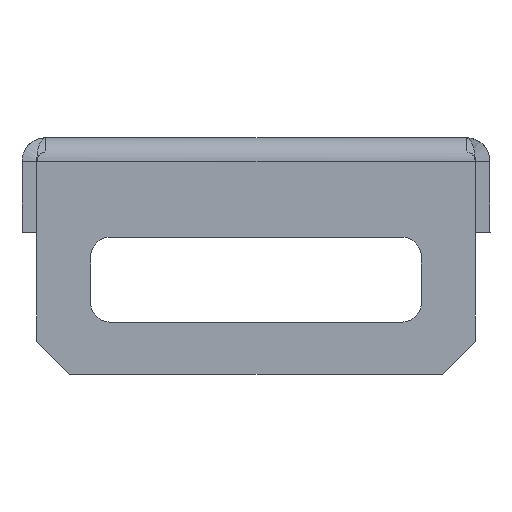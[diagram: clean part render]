
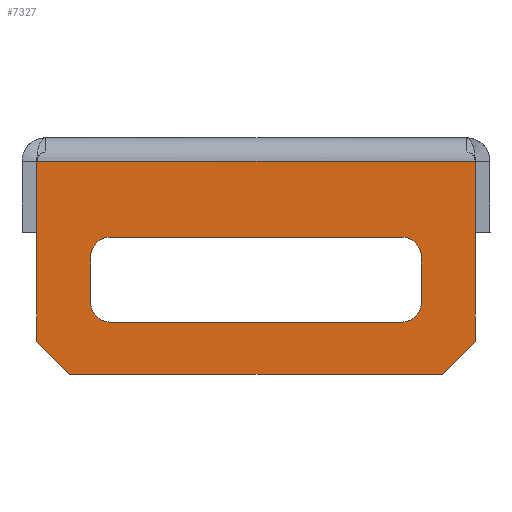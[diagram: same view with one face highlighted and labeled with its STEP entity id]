
A CAD part, left-side view. The second image highlights one B-rep face of the part: STEP entity #7327.
In plain terms, the highlighted planar face has unit normal (-1, 0, 0).
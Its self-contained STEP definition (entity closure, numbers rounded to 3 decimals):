
#211 = FACE_BOUND ( 'NONE', #1096, .T. ) ;
#233 = CARTESIAN_POINT ( 'NONE',  ( -281., -23.179, -21.5 ) ) ;
#308 = EDGE_CURVE ( 'NONE', #5132, #6695, #8343, .T. ) ;
#392 = DIRECTION ( 'NONE',  ( 0., 0., -1. ) ) ;
#427 = VECTOR ( 'NONE', #6608, 1000. ) ;
#465 = DIRECTION ( 'NONE',  ( 1., 0., 0. ) ) ;
#549 = EDGE_CURVE ( 'NONE', #7120, #3502, #9029, .T. ) ;
#666 = EDGE_CURVE ( 'NONE', #3502, #4936, #6031, .T. ) ;
#789 = CARTESIAN_POINT ( 'NONE',  ( -281., 17.5, -17.4 ) ) ;
#801 = AXIS2_PLACEMENT_3D ( 'NONE', #8951, #7482, #5320 ) ;
#1001 = DIRECTION ( 'NONE',  ( 0., 1., 0. ) ) ;
#1049 = CARTESIAN_POINT ( 'NONE',  ( -281., -17.5, -12.6 ) ) ;
#1096 = EDGE_LOOP ( 'NONE', ( #4146, #7520, #8112, #6138, #7928, #6290, #2849, #8098 ) ) ;
#1153 = VECTOR ( 'NONE', #392, 1000. ) ;
#1166 = EDGE_CURVE ( 'NONE', #3865, #2271, #1676, .T. ) ;
#1250 = DIRECTION ( 'NONE',  ( 1., 0., 0. ) ) ;
#1343 = ORIENTED_EDGE ( 'NONE', *, *, #1166, .T. ) ;
#1389 = CARTESIAN_POINT ( 'NONE',  ( -281., 15.4, -19.5 ) ) ;
#1529 = CARTESIAN_POINT ( 'NONE',  ( -281., 2834.75, -25. ) ) ;
#1605 = CARTESIAN_POINT ( 'NONE',  ( -281., 2834.75, -2.5 ) ) ;
#1641 = DIRECTION ( 'NONE',  ( 0., -1., 0. ) ) ;
#1674 = EDGE_CURVE ( 'NONE', #8648, #5019, #9122, .T. ) ;
#1676 = LINE ( 'NONE', #233, #8914 ) ;
#1698 = VERTEX_POINT ( 'NONE', #7215 ) ;
#1864 = FACE_OUTER_BOUND ( 'NONE', #2549, .T. ) ;
#1865 = DIRECTION ( 'NONE',  ( 0., 0., -1. ) ) ;
#2064 = LINE ( 'NONE', #8469, #6410 ) ;
#2134 = LINE ( 'NONE', #1049, #1153 ) ;
#2204 = DIRECTION ( 'NONE',  ( 0., 0., 1. ) ) ;
#2238 = CARTESIAN_POINT ( 'NONE',  ( -281., -15.4, -12.6 ) ) ;
#2271 = VERTEX_POINT ( 'NONE', #8678 ) ;
#2308 = VECTOR ( 'NONE', #4054, 1000. ) ;
#2357 = DIRECTION ( 'NONE',  ( 0., 0., 1. ) ) ;
#2520 = DIRECTION ( 'NONE',  ( 0., 0., -1. ) ) ;
#2549 = EDGE_LOOP ( 'NONE', ( #8376, #2620, #6345, #1343, #6295, #4188 ) ) ;
#2620 = ORIENTED_EDGE ( 'NONE', *, *, #308, .T. ) ;
#2674 = DIRECTION ( 'NONE',  ( 0., 0., 1. ) ) ;
#2688 = VERTEX_POINT ( 'NONE', #1389 ) ;
#2691 = CARTESIAN_POINT ( 'NONE',  ( -281., 19.679, -25. ) ) ;
#2849 = ORIENTED_EDGE ( 'NONE', *, *, #4507, .T. ) ;
#3073 = LINE ( 'NONE', #1605, #7638 ) ;
#3153 = DIRECTION ( 'NONE',  ( 0., -0.707, 0.707 ) ) ;
#3170 = DIRECTION ( 'NONE',  ( 0., -1., 0. ) ) ;
#3280 = VECTOR ( 'NONE', #3170, 1000. ) ;
#3446 = VERTEX_POINT ( 'NONE', #6601 ) ;
#3496 = CARTESIAN_POINT ( 'NONE',  ( -281., 19.679, -25. ) ) ;
#3502 = VERTEX_POINT ( 'NONE', #8827 ) ;
#3507 = LINE ( 'NONE', #3624, #427 ) ;
#3624 = CARTESIAN_POINT ( 'NONE',  ( -281., 15.4, -10.5 ) ) ;
#3647 = DIRECTION ( 'NONE',  ( 0., 0., 1. ) ) ;
#3865 = VERTEX_POINT ( 'NONE', #6480 ) ;
#3980 = VECTOR ( 'NONE', #2357, 1000. ) ;
#4016 = EDGE_CURVE ( 'NONE', #5132, #3446, #4195, .T. ) ;
#4054 = DIRECTION ( 'NONE',  ( 0., -0.707, -0.707 ) ) ;
#4146 = ORIENTED_EDGE ( 'NONE', *, *, #549, .T. ) ;
#4188 = ORIENTED_EDGE ( 'NONE', *, *, #5007, .F. ) ;
#4195 = LINE ( 'NONE', #5238, #3980 ) ;
#4507 = EDGE_CURVE ( 'NONE', #8786, #2688, #8755, .T. ) ;
#4702 = EDGE_CURVE ( 'NONE', #6343, #2271, #2064, .T. ) ;
#4783 = EDGE_CURVE ( 'NONE', #2688, #7120, #5856, .T. ) ;
#4936 = VERTEX_POINT ( 'NONE', #7112 ) ;
#5007 = EDGE_CURVE ( 'NONE', #3446, #6343, #3073, .T. ) ;
#5019 = VERTEX_POINT ( 'NONE', #8023 ) ;
#5132 = VERTEX_POINT ( 'NONE', #6774 ) ;
#5238 = CARTESIAN_POINT ( 'NONE',  ( -281., 23.179, -25. ) ) ;
#5320 = DIRECTION ( 'NONE',  ( 0., 0., -1. ) ) ;
#5382 = DIRECTION ( 'NONE',  ( 1., 0., 0. ) ) ;
#5453 = AXIS2_PLACEMENT_3D ( 'NONE', #2238, #6539, #3647 ) ;
#5498 = CARTESIAN_POINT ( 'NONE',  ( -281., 15.4, -17.4 ) ) ;
#5546 = EDGE_CURVE ( 'NONE', #6695, #3865, #6059, .T. ) ;
#5624 = EDGE_CURVE ( 'NONE', #1698, #8786, #7167, .T. ) ;
#5856 = CIRCLE ( 'NONE', #7386, 2.1 ) ;
#5909 = AXIS2_PLACEMENT_3D ( 'NONE', #8254, #465, #1865 ) ;
#6031 = CIRCLE ( 'NONE', #801, 2.1 ) ;
#6059 = LINE ( 'NONE', #1529, #3280 ) ;
#6138 = ORIENTED_EDGE ( 'NONE', *, *, #1674, .T. ) ;
#6149 = CARTESIAN_POINT ( 'NONE',  ( -281., -15.4, -17.4 ) ) ;
#6178 = DIRECTION ( 'NONE',  ( 0., 0., -1. ) ) ;
#6290 = ORIENTED_EDGE ( 'NONE', *, *, #5624, .T. ) ;
#6295 = ORIENTED_EDGE ( 'NONE', *, *, #4702, .F. ) ;
#6343 = VERTEX_POINT ( 'NONE', #6677 ) ;
#6345 = ORIENTED_EDGE ( 'NONE', *, *, #5546, .T. ) ;
#6410 = VECTOR ( 'NONE', #6178, 1000. ) ;
#6464 = EDGE_CURVE ( 'NONE', #5019, #1698, #2134, .T. ) ;
#6480 = CARTESIAN_POINT ( 'NONE',  ( -281., -19.679, -25. ) ) ;
#6539 = DIRECTION ( 'NONE',  ( 1., 0., 0. ) ) ;
#6601 = CARTESIAN_POINT ( 'NONE',  ( -281., 23.179, -2.5 ) ) ;
#6608 = DIRECTION ( 'NONE',  ( 0., -1., 0. ) ) ;
#6625 = CARTESIAN_POINT ( 'NONE',  ( -281., 15.4, -19.5 ) ) ;
#6677 = CARTESIAN_POINT ( 'NONE',  ( -281., -23.179, -2.5 ) ) ;
#6695 = VERTEX_POINT ( 'NONE', #3496 ) ;
#6774 = CARTESIAN_POINT ( 'NONE',  ( -281., 23.179, -21.5 ) ) ;
#7112 = CARTESIAN_POINT ( 'NONE',  ( -281., 15.4, -10.5 ) ) ;
#7120 = VERTEX_POINT ( 'NONE', #789 ) ;
#7167 = CIRCLE ( 'NONE', #7990, 2.1 ) ;
#7184 = VECTOR ( 'NONE', #1001, 1000. ) ;
#7215 = CARTESIAN_POINT ( 'NONE',  ( -281., -17.5, -17.4 ) ) ;
#7327 = ADVANCED_FACE ( 'NONE', ( #211, #1864 ), #8887, .F. ) ;
#7386 = AXIS2_PLACEMENT_3D ( 'NONE', #5498, #1250, #2674 ) ;
#7482 = DIRECTION ( 'NONE',  ( 1., 0., 0. ) ) ;
#7520 = ORIENTED_EDGE ( 'NONE', *, *, #666, .T. ) ;
#7638 = VECTOR ( 'NONE', #1641, 1000. ) ;
#7928 = ORIENTED_EDGE ( 'NONE', *, *, #6464, .T. ) ;
#7990 = AXIS2_PLACEMENT_3D ( 'NONE', #6149, #5382, #2520 ) ;
#8007 = CARTESIAN_POINT ( 'NONE',  ( -281., 17.5, -12.6 ) ) ;
#8023 = CARTESIAN_POINT ( 'NONE',  ( -281., -17.5, -12.6 ) ) ;
#8098 = ORIENTED_EDGE ( 'NONE', *, *, #4783, .T. ) ;
#8112 = ORIENTED_EDGE ( 'NONE', *, *, #8139, .T. ) ;
#8139 = EDGE_CURVE ( 'NONE', #4936, #8648, #3507, .T. ) ;
#8254 = CARTESIAN_POINT ( 'NONE',  ( -281., 2834.75, -25. ) ) ;
#8343 = LINE ( 'NONE', #2691, #2308 ) ;
#8376 = ORIENTED_EDGE ( 'NONE', *, *, #4016, .F. ) ;
#8469 = CARTESIAN_POINT ( 'NONE',  ( -281., -23.179, -25. ) ) ;
#8491 = VECTOR ( 'NONE', #2204, 1000. ) ;
#8648 = VERTEX_POINT ( 'NONE', #9139 ) ;
#8678 = CARTESIAN_POINT ( 'NONE',  ( -281., -23.179, -21.5 ) ) ;
#8710 = CARTESIAN_POINT ( 'NONE',  ( -281., -15.4, -19.5 ) ) ;
#8755 = LINE ( 'NONE', #6625, #7184 ) ;
#8786 = VERTEX_POINT ( 'NONE', #8710 ) ;
#8827 = CARTESIAN_POINT ( 'NONE',  ( -281., 17.5, -12.6 ) ) ;
#8887 = PLANE ( 'NONE',  #5909 ) ;
#8914 = VECTOR ( 'NONE', #3153, 1000. ) ;
#8951 = CARTESIAN_POINT ( 'NONE',  ( -281., 15.4, -12.6 ) ) ;
#9029 = LINE ( 'NONE', #8007, #8491 ) ;
#9122 = CIRCLE ( 'NONE', #5453, 2.1 ) ;
#9139 = CARTESIAN_POINT ( 'NONE',  ( -281., -15.4, -10.5 ) ) ;
